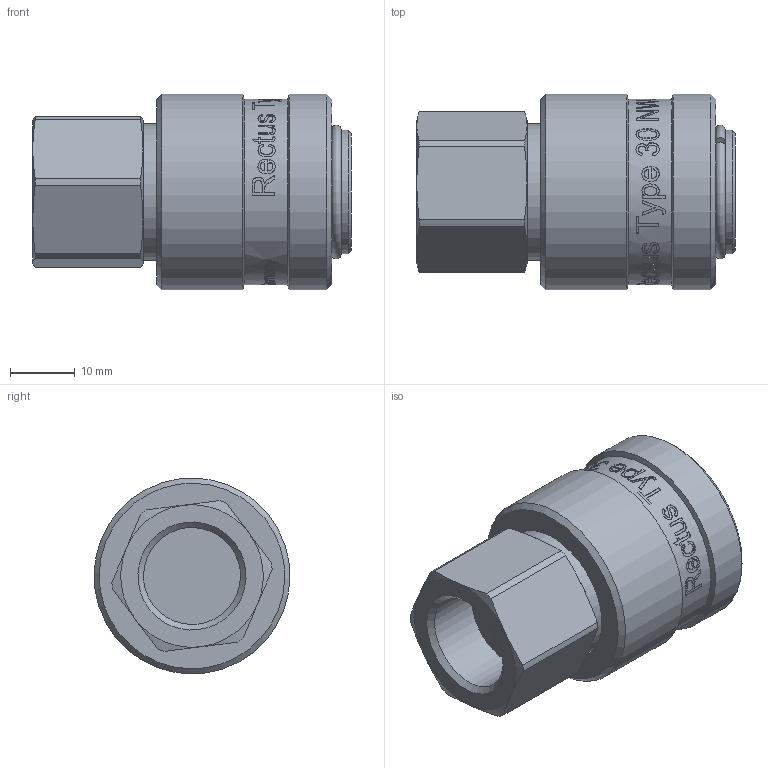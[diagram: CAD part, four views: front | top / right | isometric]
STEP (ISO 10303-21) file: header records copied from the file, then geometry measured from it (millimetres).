
FILE_DESCRIPTION((''),'2;1');
FILE_NAME('30kaiw17spn.stp','2014-06-03T14:37:41',('IA176480'),(''),'Autodesk Inventor 2013','Autodesk Inventor 2013','');
FILE_SCHEMA(('AUTOMOTIVE_DESIGN { 1 0 10303 214 1 1 1 1 }'));
Length unit declared in the file: millimetre
Products named in the file (1): D110619
Bounding box: 49.1 x 30.18 x 30.18 mm (x, y, z)
Volume: 21212.9 mm3; surface area: 10681.1 mm2
Topology: 2 solids, 2 shells, 555 faces, 1482 edges, 981 vertices
Faces by surface type: bspline 284, plane 183, cylinder 64, cone 21, torus 3
Full cylindrical faces by diameter (mm): 14.95 x1, 17.002 x1, 17.6 x1, 19 x2, 19.25 x1, 21 x1, 21.55 x1, 25.45 x1, 28.55 x1, 30.2 x2
Entity records: 84461 total; most frequent: CARTESIAN_POINT 72359, ORIENTED_EDGE 2900, EDGE_CURVE 1450, DIRECTION 1410, VERTEX_POINT 972, B_SPLINE_CURVE_WITH_KNOTS 718, EDGE_LOOP 630, FACE_OUTER_BOUND 554
